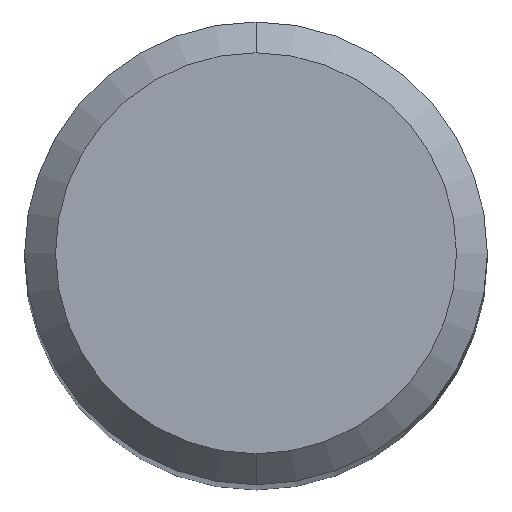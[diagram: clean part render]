
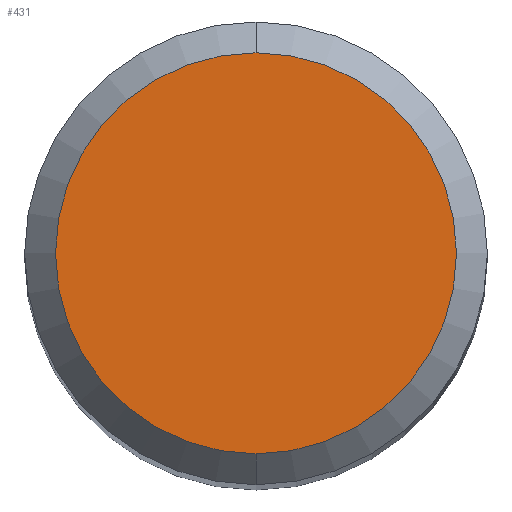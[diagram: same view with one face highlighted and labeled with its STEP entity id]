
A CAD part, top view. The second image highlights one B-rep face of the part: STEP entity #431.
In plain terms, the highlighted planar face has unit normal (0, 0, 1).
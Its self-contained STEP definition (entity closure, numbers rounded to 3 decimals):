
#225=VERTEX_POINT('',#541);
#275=EDGE_CURVE('',#225,#295,#595,.T.);
#295=VERTEX_POINT('',#617);
#319=EDGE_CURVE('',#295,#225,#642,.T.);
#431=ADVANCED_FACE('',(#764),#765,.T.);
#541=CARTESIAN_POINT('',(0.,-2.6,0.0));
#595=CIRCLE('',#1095,2.6);
#617=CARTESIAN_POINT('',(0.0,2.6,0.0));
#642=CIRCLE('',#1177,2.6);
#764=FACE_OUTER_BOUND('',#1353,.T.);
#765=PLANE('',#1354);
#1095=AXIS2_PLACEMENT_3D('',#1585,#1586,#1587);
#1177=AXIS2_PLACEMENT_3D('',#1628,#1629,#1630);
#1353=EDGE_LOOP('',(#1763,#1764));
#1354=AXIS2_PLACEMENT_3D('',#1765,#1766,#1767);
#1585=CARTESIAN_POINT('',(0.0,0.0,0.0));
#1586=DIRECTION('',(0.0,0.0,-1.0));
#1587=DIRECTION('',(0.0,1.0,0.0));
#1628=CARTESIAN_POINT('',(0.0,0.0,0.0));
#1629=DIRECTION('',(0.0,0.0,-1.0));
#1630=DIRECTION('',(0.0,1.0,0.0));
#1763=ORIENTED_EDGE('',*,*,#319,.F.);
#1764=ORIENTED_EDGE('',*,*,#275,.F.);
#1765=CARTESIAN_POINT('',(0.0,1.3,0.0));
#1766=DIRECTION('',(-0.0,0.0,1.0));
#1767=DIRECTION('',(0.0,-1.0,0.0));
